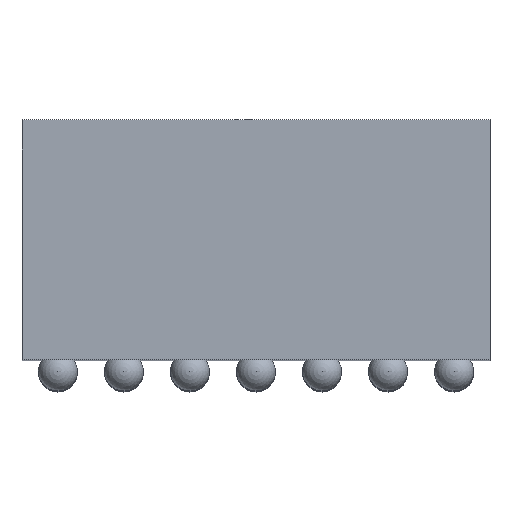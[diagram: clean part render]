
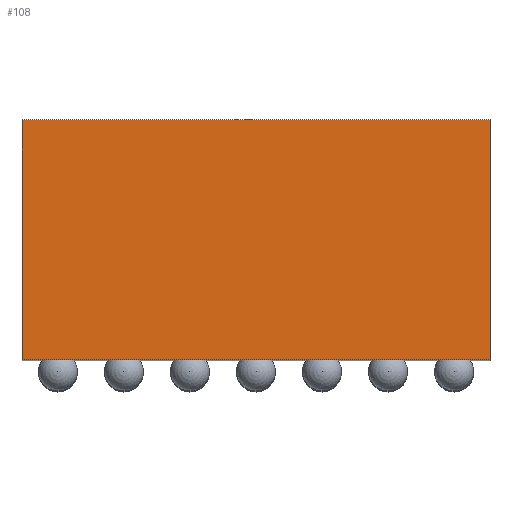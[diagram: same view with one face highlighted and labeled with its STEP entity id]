
A CAD part, top view. The second image highlights one B-rep face of the part: STEP entity #108.
In plain terms, the highlighted planar face has unit normal (0, 0, 1).
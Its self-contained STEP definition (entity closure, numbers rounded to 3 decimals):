
#108 = ADVANCED_FACE ( 'NONE', ( #1003 ), #5906, .T. ) ;
#248 = LINE ( 'NONE', #387, #5115 ) ;
#387 = CARTESIAN_POINT ( 'NONE',  ( 4.5, 5.21, 7.5 ) ) ;
#499 = CARTESIAN_POINT ( 'NONE',  ( -4.5, 0.6, 7.5 ) ) ;
#666 = CARTESIAN_POINT ( 'NONE',  ( 4.5, 0.6, 7.5 ) ) ;
#780 = ORIENTED_EDGE ( 'NONE', *, *, #3151, .F. ) ;
#1003 = FACE_OUTER_BOUND ( 'NONE', #6268, .T. ) ;
#1087 = DIRECTION ( 'NONE',  ( 0., 0., 1. ) ) ;
#1099 = EDGE_CURVE ( 'NONE', #6146, #3689, #5001, .T. ) ;
#1444 = CARTESIAN_POINT ( 'NONE',  ( -4.5, 5.21, 7.5 ) ) ;
#1517 = DIRECTION ( 'NONE',  ( -1., 0., 0. ) ) ;
#1616 = DIRECTION ( 'NONE',  ( 0., 1., 0. ) ) ;
#1924 = CARTESIAN_POINT ( 'NONE',  ( 4.5, -17.493, 7.5 ) ) ;
#2034 = LINE ( 'NONE', #1924, #4602 ) ;
#2278 = VECTOR ( 'NONE', #1616, 1000. ) ;
#2378 = DIRECTION ( 'NONE',  ( 0., 1., 0. ) ) ;
#2395 = ORIENTED_EDGE ( 'NONE', *, *, #5525, .F. ) ;
#2575 = CARTESIAN_POINT ( 'NONE',  ( -4.5, -17.493, 7.5 ) ) ;
#2739 = ORIENTED_EDGE ( 'NONE', *, *, #3073, .T. ) ;
#2896 = VERTEX_POINT ( 'NONE', #666 ) ;
#3073 = EDGE_CURVE ( 'NONE', #2896, #4160, #2034, .T. ) ;
#3151 = EDGE_CURVE ( 'NONE', #3689, #4160, #248, .T. ) ;
#3481 = DIRECTION ( 'NONE',  ( 1., 0., 0. ) ) ;
#3689 = VERTEX_POINT ( 'NONE', #1444 ) ;
#3759 = AXIS2_PLACEMENT_3D ( 'NONE', #5429, #1087, #3481 ) ;
#4160 = VERTEX_POINT ( 'NONE', #5995 ) ;
#4188 = VECTOR ( 'NONE', #1517, 1000. ) ;
#4352 = CARTESIAN_POINT ( 'NONE',  ( 4.5, 0.6, 7.5 ) ) ;
#4602 = VECTOR ( 'NONE', #2378, 1000. ) ;
#5001 = LINE ( 'NONE', #2575, #2278 ) ;
#5115 = VECTOR ( 'NONE', #5249, 1000. ) ;
#5227 = ORIENTED_EDGE ( 'NONE', *, *, #1099, .F. ) ;
#5249 = DIRECTION ( 'NONE',  ( 1., 0., 0. ) ) ;
#5429 = CARTESIAN_POINT ( 'NONE',  ( 4.5, -17.493, 7.5 ) ) ;
#5525 = EDGE_CURVE ( 'NONE', #2896, #6146, #5608, .T. ) ;
#5608 = LINE ( 'NONE', #4352, #4188 ) ;
#5906 = PLANE ( 'NONE',  #3759 ) ;
#5995 = CARTESIAN_POINT ( 'NONE',  ( 4.5, 5.21, 7.5 ) ) ;
#6146 = VERTEX_POINT ( 'NONE', #499 ) ;
#6268 = EDGE_LOOP ( 'NONE', ( #2395, #2739, #780, #5227 ) ) ;
